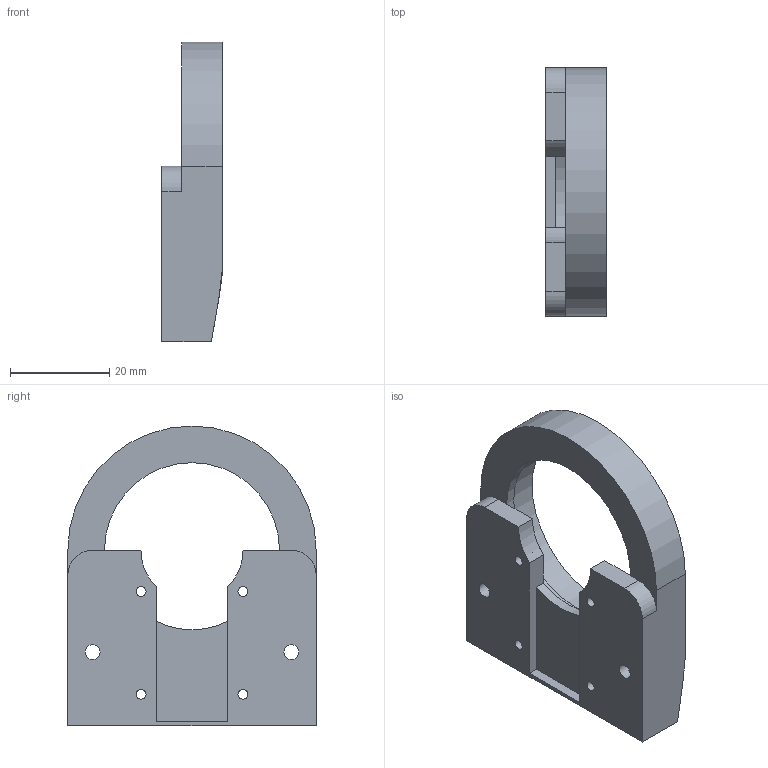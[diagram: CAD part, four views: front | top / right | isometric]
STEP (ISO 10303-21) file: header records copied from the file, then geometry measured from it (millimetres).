
FILE_DESCRIPTION(/* description */ (''),/* implementation_level */ '2;1');
FILE_NAME(/* name */ 'Link3 Motor Side.step',/* time_stamp */ '2025-09-14T20:49:17+08:00',/* author */ (''),/* organization */ (''),/* preprocessor_version */ 'ST-DEVELOPER v20.1',/* originating_system */ 'Autodesk Translation Framework v14.10.0.0',/* authorisation */ '');
FILE_SCHEMA (('AUTOMOTIVE_DESIGN { 1 0 10303 214 3 1 1 }'));
Length unit declared in the file: millimetre
Products named in the file (2): link3second; End_of_Joint
Assembly tree (1 placements, depth 2):
  link3second
    End_of_Joint
Bounding box: 12.2 x 50 x 60.36 mm (x, y, z)
Volume: 17562.4 mm3; surface area: 8060.4 mm2
Topology: 1 solids, 1 shells, 41 faces, 104 edges, 69 vertices
Faces by surface type: cylinder 20, plane 20, bspline 1
Full cylindrical faces by diameter (mm): 2 x4, 3 x2, 5.5 x6, 35.25 x1, 37.25 x1
Entity records: 1482 total; most frequent: CARTESIAN_POINT 395, DIRECTION 222, ORIENTED_EDGE 208, EDGE_CURVE 104, AXIS2_PLACEMENT_3D 84, VERTEX_POINT 69, EDGE_LOOP 59, LINE 54
